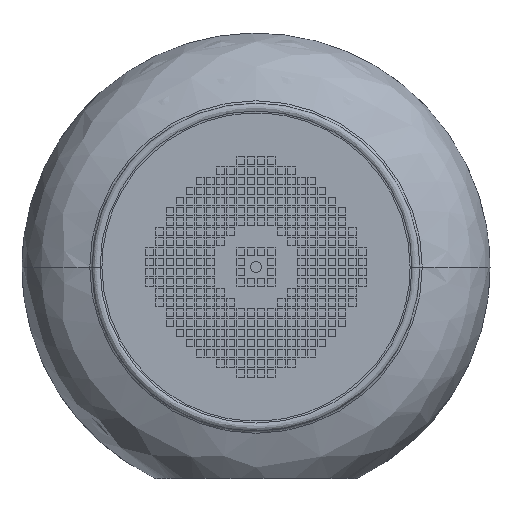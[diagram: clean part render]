
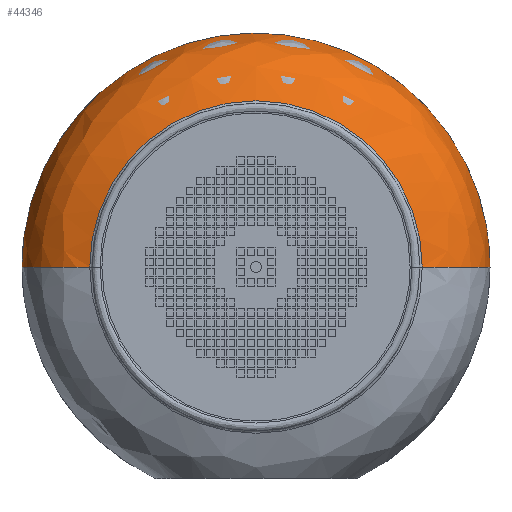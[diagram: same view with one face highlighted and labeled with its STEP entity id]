
A CAD part, top view. The second image highlights one B-rep face of the part: STEP entity #44346.
In plain terms, the highlighted free-form (B-spline) face has degree [3, 3] with [4, 4] control points.
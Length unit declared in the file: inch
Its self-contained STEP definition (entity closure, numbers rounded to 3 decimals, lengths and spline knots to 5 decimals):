
#60 = EDGE_CURVE ( 'NONE', #36091, #34656, #23977, .T. ) ;
#875 = CIRCLE ( 'NONE', #43491, 3.34646 ) ;
#1732 = CARTESIAN_POINT ( 'NONE',  ( -6.22181, 2.86307, 16.89673 ) ) ;
#2106 = AXIS2_PLACEMENT_3D ( 'NONE', #39404, #33008, #39167 ) ;
#2215 = CARTESIAN_POINT ( 'NONE',  ( -5.91645, 4.71364, 16.89673 ) ) ;
#3415 = CARTESIAN_POINT ( 'NONE',  ( 10.10908, 2.23821, 20.19053 ) ) ;
#4949 = CARTESIAN_POINT ( 'NONE',  ( 10.10908, 2.23821, 20.19053 ) ) ;
#7508 = CARTESIAN_POINT ( 'NONE',  ( -4.95996, 7.02281, 16.89673 ) ) ;
#7762 = CARTESIAN_POINT ( 'NONE',  ( -6.22181, 2.23821, 16.89673 ) ) ;
#8231 = CARTESIAN_POINT ( 'NONE',  ( -3.4582, 15.80548, 20.19053 ) ) ;
#9048 =( BOUNDED_SURFACE ( )  B_SPLINE_SURFACE ( 3, 3, ( 
 ( #26144, #71308, #31587, #64958 ),
 ( #37498, #48918, #19960, #59999 ),
 ( #59500, #42189, #19468, #65708 ),
 ( #42692, #8231, #19711, #3415 ) ),
 .UNSPECIFIED., .F., .F., .F. ) 
 B_SPLINE_SURFACE_WITH_KNOTS ( ( 4, 4 ),
 ( 4, 4 ),
 ( 0., 1. ),
 ( 0., 1. ),
 .UNSPECIFIED. ) 
 GEOMETRIC_REPRESENTATION_ITEM ( )  RATIONAL_B_SPLINE_SURFACE ( (
 ( 1., 0.333, 0.333, 1.),
 ( 0.844, 0.281, 0.281, 0.844),
 ( 0.844, 0.281, 0.281, 0.844),
 ( 1., 0.333, 0.333, 1.) ) ) 
 REPRESENTATION_ITEM ( '' )  SURFACE ( )  );
#9533 = CARTESIAN_POINT ( 'NONE',  ( 3.9503, 11.78545, 16.89673 ) ) ;
#11745 = ORIENTED_EDGE ( 'NONE', *, *, #67277, .F. ) ;
#14790 = CARTESIAN_POINT ( 'NONE',  ( 12.87268, 2.23821, 16.89673 ) ) ;
#18232 = DIRECTION ( 'NONE',  ( 0., 0., -1. ) ) ;
#19038 = CARTESIAN_POINT ( 'NONE',  ( -6.16026, 3.48792, 16.89673 ) ) ;
#19273 = CARTESIAN_POINT ( 'NONE',  ( 2.70057, 11.78545, 16.89673 ) ) ;
#19468 = CARTESIAN_POINT ( 'NONE',  ( 11.78076, 19.14884, 19.89486 ) ) ;
#19711 = CARTESIAN_POINT ( 'NONE',  ( 10.10908, 15.80548, 20.19053 ) ) ;
#19960 = CARTESIAN_POINT ( 'NONE',  ( 12.87192, 21.33116, 18.59436 ) ) ;
#20262 = CARTESIAN_POINT ( 'NONE',  ( 10.91653, 8.06193, 16.89673 ) ) ;
#20743 = CARTESIAN_POINT ( 'NONE',  ( 11.61084, 7.02281, 16.89673 ) ) ;
#23119 = CARTESIAN_POINT ( 'NONE',  ( -6.22181, 2.23821, 16.89673 ) ) ;
#23435 = CARTESIAN_POINT ( 'NONE',  ( 3.32544, 2.23821, 20.19053 ) ) ;
#23977 = CIRCLE ( 'NONE', #35803, 6.78364 ) ;
#24483 = CARTESIAN_POINT ( 'NONE',  ( -2.49828, 9.82929, 16.89673 ) ) ;
#25616 = CARTESIAN_POINT ( 'NONE',  ( 12.87268, 2.23821, 16.89673 ) ) ;
#26144 = CARTESIAN_POINT ( 'NONE',  ( -6.22181, 2.23821, 16.89673 ) ) ;
#26201 = CARTESIAN_POINT ( 'NONE',  ( 12.38507, 5.31448, 16.89673 ) ) ;
#26687 = CARTESIAN_POINT ( 'NONE',  ( 11.90682, 6.46908, 16.89673 ) ) ;
#27655 = CARTESIAN_POINT ( 'NONE',  ( -3.4582, 2.23821, 20.19053 ) ) ;
#30402 = CARTESIAN_POINT ( 'NONE',  ( 2.07572, 11.72391, 16.89673 ) ) ;
#31587 = CARTESIAN_POINT ( 'NONE',  ( 12.87268, 21.33269, 16.89673 ) ) ;
#31637 = CARTESIAN_POINT ( 'NONE',  ( 10.51821, 8.54728, 16.89673 ) ) ;
#32366 = CARTESIAN_POINT ( 'NONE',  ( 12.56733, 4.71364, 16.89673 ) ) ;
#33008 = DIRECTION ( 'NONE',  ( 0., -1., 0. ) ) ;
#34656 = VERTEX_POINT ( 'NONE', #4949 ) ;
#35803 = AXIS2_PLACEMENT_3D ( 'NONE', #23435, #18232, #63016 ) ;
#36091 = VERTEX_POINT ( 'NONE', #27655 ) ;
#36570 = CARTESIAN_POINT ( 'NONE',  ( -5.73419, 5.31448, 16.89673 ) ) ;
#36814 = CARTESIAN_POINT ( 'NONE',  ( -5.25594, 6.46908, 16.89673 ) ) ;
#37498 = CARTESIAN_POINT ( 'NONE',  ( -6.22104, 2.23821, 18.59436 ) ) ;
#37788 = CARTESIAN_POINT ( 'NONE',  ( 6.40171, 11.29784, 16.89673 ) ) ;
#39167 = DIRECTION ( 'NONE',  ( 1., 0., 0. ) ) ;
#39404 = CARTESIAN_POINT ( 'NONE',  ( 9.52623, 2.23821, 16.89522 ) ) ;
#39668 = B_SPLINE_CURVE_WITH_KNOTS ( 'NONE', 3,
 ( #7762, #1732, #19038, #2215, #36570, #36814, #7508, #58347, #64052, #53162, #24483, #69688, #47472, #47224, #52914, #30402, #19273, #9533, #71602, #48718, #37788, #66247, #71353, #54590, #48455, #31637, #20262, #20743, #26687, #26201, #32366, #54853, #43223, #14790 ),
 .UNSPECIFIED., .F., .F.,
 ( 4, 2, 2, 2, 2, 2, 2, 2, 2, 2, 2, 2, 2, 2, 2, 2, 4 ),
 ( 0., 0.0625, 0.125, 0.1875, 0.25, 0.3125, 0.375, 0.4375, 0.5, 0.5625, 0.625, 0.6875, 0.75, 0.8125, 0.875, 0.9375, 1. ),
 .UNSPECIFIED. ) ;
#41310 = EDGE_CURVE ( 'NONE', #58728, #36091, #875, .T. ) ;
#41694 = CARTESIAN_POINT ( 'NONE',  ( -2.87535, 2.23821, 16.89522 ) ) ;
#41921 = DIRECTION ( 'NONE',  ( 0., 1., 0. ) ) ;
#42112 = FACE_OUTER_BOUND ( 'NONE', #57531, .T. ) ;
#42189 = CARTESIAN_POINT ( 'NONE',  ( -5.12988, 19.14884, 19.89486 ) ) ;
#42692 = CARTESIAN_POINT ( 'NONE',  ( -3.4582, 2.23821, 20.19053 ) ) ;
#43223 = CARTESIAN_POINT ( 'NONE',  ( 12.87268, 2.86307, 16.89673 ) ) ;
#43491 = AXIS2_PLACEMENT_3D ( 'NONE', #41694, #41921, #47412 ) ;
#44346 = ADVANCED_FACE ( 'NONE', ( #42112 ), #9048, .T. ) ;
#47224 = CARTESIAN_POINT ( 'NONE',  ( 0.24917, 11.29784, 16.89673 ) ) ;
#47412 = DIRECTION ( 'NONE',  ( -1., 0., 0. ) ) ;
#47444 = ORIENTED_EDGE ( 'NONE', *, *, #41310, .T. ) ;
#47472 = CARTESIAN_POINT ( 'NONE',  ( -0.90543, 10.81958, 16.89673 ) ) ;
#47595 = VERTEX_POINT ( 'NONE', #25616 ) ;
#48455 = CARTESIAN_POINT ( 'NONE',  ( 9.63451, 9.43097, 16.89673 ) ) ;
#48718 = CARTESIAN_POINT ( 'NONE',  ( 5.80087, 11.4801, 16.89673 ) ) ;
#48918 = CARTESIAN_POINT ( 'NONE',  ( -6.22104, 21.33116, 18.59436 ) ) ;
#52914 = CARTESIAN_POINT ( 'NONE',  ( 0.85, 11.4801, 16.89673 ) ) ;
#53162 = CARTESIAN_POINT ( 'NONE',  ( -2.98364, 9.43097, 16.89673 ) ) ;
#54590 = CARTESIAN_POINT ( 'NONE',  ( 9.14916, 9.82929, 16.89673 ) ) ;
#54853 = CARTESIAN_POINT ( 'NONE',  ( 12.81114, 3.48792, 16.89673 ) ) ;
#57531 = EDGE_LOOP ( 'NONE', ( #11745, #70548, #47444, #67021 ) ) ;
#57816 = EDGE_CURVE ( 'NONE', #58728, #47595, #39668, .T. ) ;
#58347 = CARTESIAN_POINT ( 'NONE',  ( -4.26565, 8.06193, 16.89673 ) ) ;
#58728 = VERTEX_POINT ( 'NONE', #23119 ) ;
#59500 = CARTESIAN_POINT ( 'NONE',  ( -5.12988, 2.23821, 19.89486 ) ) ;
#59999 = CARTESIAN_POINT ( 'NONE',  ( 12.87192, 2.23821, 18.59436 ) ) ;
#60870 = CIRCLE ( 'NONE', #2106, 3.34646 ) ;
#63016 = DIRECTION ( 'NONE',  ( -1., 0., 0. ) ) ;
#64052 = CARTESIAN_POINT ( 'NONE',  ( -3.86733, 8.54728, 16.89673 ) ) ;
#64958 = CARTESIAN_POINT ( 'NONE',  ( 12.87268, 2.23821, 16.89673 ) ) ;
#65708 = CARTESIAN_POINT ( 'NONE',  ( 11.78076, 2.23821, 19.89486 ) ) ;
#66247 = CARTESIAN_POINT ( 'NONE',  ( 7.55631, 10.81958, 16.89673 ) ) ;
#67021 = ORIENTED_EDGE ( 'NONE', *, *, #60, .T. ) ;
#67277 = EDGE_CURVE ( 'NONE', #47595, #34656, #60870, .T. ) ;
#69688 = CARTESIAN_POINT ( 'NONE',  ( -1.45917, 10.52361, 16.89673 ) ) ;
#70548 = ORIENTED_EDGE ( 'NONE', *, *, #57816, .F. ) ;
#71308 = CARTESIAN_POINT ( 'NONE',  ( -6.22181, 21.33269, 16.89673 ) ) ;
#71353 = CARTESIAN_POINT ( 'NONE',  ( 8.11005, 10.52361, 16.89673 ) ) ;
#71602 = CARTESIAN_POINT ( 'NONE',  ( 4.57515, 11.72391, 16.89673 ) ) ;
